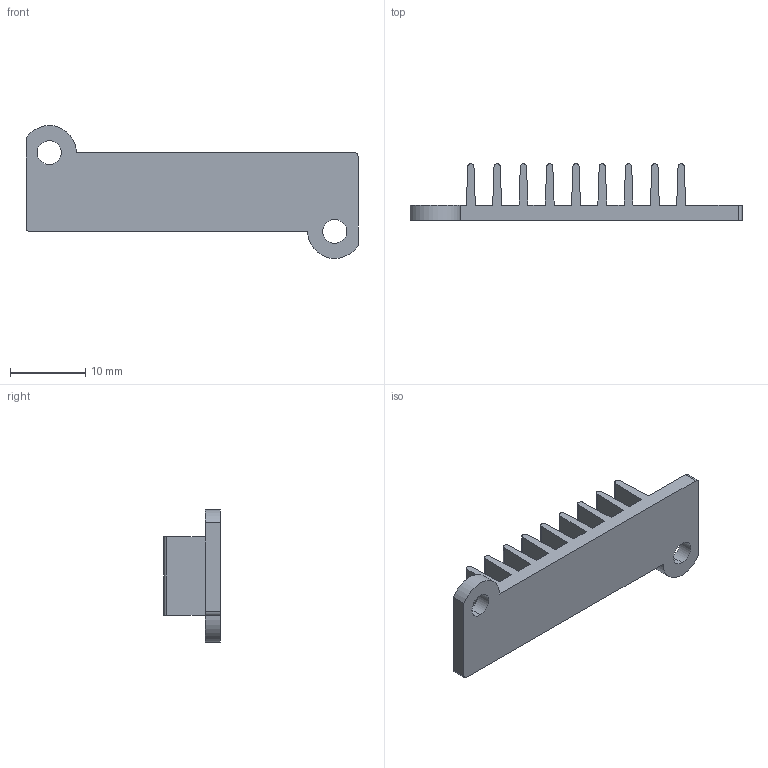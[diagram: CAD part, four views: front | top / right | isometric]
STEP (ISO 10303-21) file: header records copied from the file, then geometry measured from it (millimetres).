
FILE_DESCRIPTION((''),'2;1');
FILE_NAME('BAH0203V1_0','2017-11-23T',('bin'),(''),'CREO PARAMETRIC BY PTC INC, 2014350','CREO PARAMETRIC BY PTC INC, 2014350','');
FILE_SCHEMA(('CONFIG_CONTROL_DESIGN'));
Length unit declared in the file: millimetre
Products named in the file (1): BAH0203V1_0
Bounding box: 44.2 x 7.5 x 17.7 mm (x, y, z)
Volume: 1484.4 mm3; surface area: 2322 mm2
Topology: 1 solids, 1 shells, 68 faces, 198 edges, 132 vertices
Faces by surface type: plane 42, cylinder 26
Entity records: 2313 total; most frequent: CARTESIAN_POINT 398, ORIENTED_EDGE 396, DIRECTION 386, EDGE_CURVE 198, VECTOR 146, LINE 146, VERTEX_POINT 132, AXIS2_PLACEMENT_3D 120
